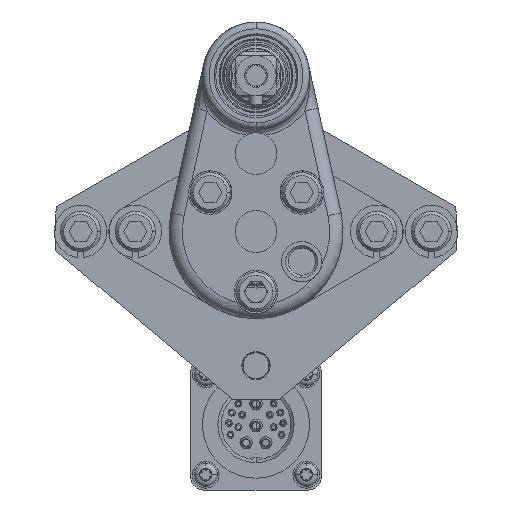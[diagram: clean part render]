
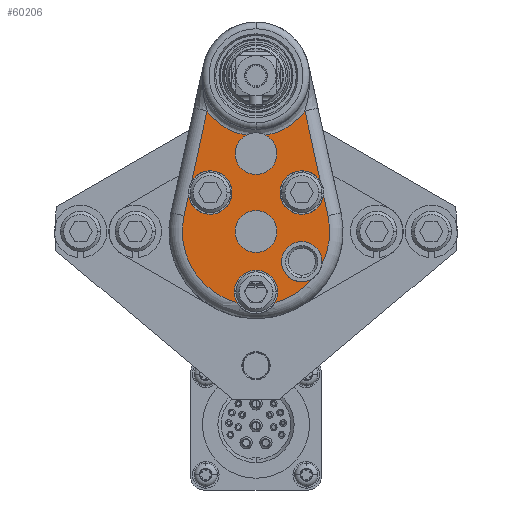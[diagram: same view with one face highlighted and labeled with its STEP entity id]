
A CAD part, left-side view. The second image highlights one B-rep face of the part: STEP entity #60206.
In plain terms, the highlighted planar face has unit normal (-1, 0, 0).
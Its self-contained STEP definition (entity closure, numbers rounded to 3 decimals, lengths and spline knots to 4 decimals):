
#59068=CARTESIAN_POINT('',(-11.185,0.005,0.));
#59069=DIRECTION('',(1.,0.,0.));
#59070=DIRECTION('',(0.,-1.,0.));
#59071=AXIS2_PLACEMENT_3D('',#59068,#59069,#59070);
#59073=CARTESIAN_POINT('',(-11.185,0.005,0.));
#59074=DIRECTION('',(1.,0.,0.));
#59075=DIRECTION('',(0.,1.,0.));
#59076=AXIS2_PLACEMENT_3D('',#59073,#59074,#59075);
#59078=CARTESIAN_POINT('',(-11.185,-0.422,-0.281));
#59079=DIRECTION('',(-1.,0.,0.));
#59080=DIRECTION('',(0.,1.,0.));
#59081=AXIS2_PLACEMENT_3D('',#59078,#59079,#59080);
#59083=CARTESIAN_POINT('',(-11.185,0.005,-0.564));
#59084=DIRECTION('',(-1.,0.,0.));
#59085=DIRECTION('',(0.,-0.871,-0.492));
#59086=AXIS2_PLACEMENT_3D('',#59083,#59084,#59085);
#59088=CARTESIAN_POINT('',(-11.185,0.005,-0.564));
#59089=DIRECTION('',(-1.,0.,0.));
#59090=DIRECTION('',(0.,-1.,0.));
#59091=AXIS2_PLACEMENT_3D('',#59088,#59089,#59090);
#59093=CARTESIAN_POINT('',(-11.185,0.005,-0.564));
#59094=DIRECTION('',(-1.,0.,0.));
#59095=DIRECTION('',(0.,1.,0.));
#59096=AXIS2_PLACEMENT_3D('',#59093,#59094,#59095);
#59098=CARTESIAN_POINT('',(-11.185,0.432,0.363));
#59099=DIRECTION('',(-1.,0.,0.));
#59100=DIRECTION('',(0.,0.993,-0.114));
#59101=AXIS2_PLACEMENT_3D('',#59098,#59099,#59100);
#59103=CARTESIAN_POINT('',(-11.185,0.432,0.363));
#59104=DIRECTION('',(-1.,0.,0.));
#59105=DIRECTION('',(0.,-1.,0.));
#59106=AXIS2_PLACEMENT_3D('',#59103,#59104,#59105);
#59108=CARTESIAN_POINT('',(-11.185,0.005,0.726));
#59109=DIRECTION('',(1.,0.,0.));
#59110=DIRECTION('',(0.,1.,0.));
#59111=AXIS2_PLACEMENT_3D('',#59108,#59109,#59110);
#59113=CARTESIAN_POINT('',(-11.185,0.005,0.726));
#59114=DIRECTION('',(1.,0.,0.));
#59115=DIRECTION('',(0.,-1.,0.));
#59116=AXIS2_PLACEMENT_3D('',#59113,#59114,#59115);
#59118=CARTESIAN_POINT('',(-11.185,0.005,0.726));
#59119=DIRECTION('',(1.,0.,0.));
#59120=DIRECTION('',(0.,-0.474,0.88));
#59121=AXIS2_PLACEMENT_3D('',#59118,#59119,#59120);
#59123=CARTESIAN_POINT('',(-11.185,-0.422,0.363));
#59124=DIRECTION('',(-1.,0.,0.));
#59125=DIRECTION('',(0.,-0.854,0.521));
#59126=AXIS2_PLACEMENT_3D('',#59123,#59124,#59125);
#59128=CARTESIAN_POINT('',(-11.185,-0.422,0.363));
#59129=DIRECTION('',(-1.,0.,0.));
#59130=DIRECTION('',(0.,1.,0.));
#59131=AXIS2_PLACEMENT_3D('',#59128,#59129,#59130);
#59133=CARTESIAN_POINT('',(-11.185,-0.422,-0.281));
#59134=DIRECTION('',(-1.,0.,0.));
#59135=DIRECTION('',(0.,-0.986,-0.168));
#59136=AXIS2_PLACEMENT_3D('',#59133,#59134,#59135);
#59138=CARTESIAN_POINT('',(-11.185,-0.422,-0.281));
#59139=DIRECTION('',(-1.,0.,0.));
#59140=DIRECTION('',(0.,-1.,0.));
#59141=AXIS2_PLACEMENT_3D('',#59138,#59139,#59140);
#59241=CARTESIAN_POINT('',(-11.185,0.005,1.452));
#59242=DIRECTION('',(1.,0.,0.));
#59243=DIRECTION('',(0.,0.165,-0.986));
#59244=AXIS2_PLACEMENT_3D('',#59241,#59242,#59243);
#59256=CARTESIAN_POINT('',(-11.185,0.005,1.452));
#59257=DIRECTION('',(1.,0.,0.));
#59258=DIRECTION('',(0.,-0.812,-0.584));
#59259=AXIS2_PLACEMENT_3D('',#59256,#59257,#59258);
#59678=CARTESIAN_POINT('',(-11.185,-0.4512,
1.1238));
#59706=DIRECTION('',(0.,0.215,0.977));
#59707=VECTOR('',#59706,0.6707);
#59708=CARTESIAN_POINT('',(-11.185,-0.5953,0.4687));
#59709=LINE('',#59708,#59707);
#59719=DIRECTION('',(0.,0.215,0.977));
#59720=VECTOR('',#59719,0.1968);
#59721=CARTESIAN_POINT('',(-11.185,-0.666,0.1476));
#59722=LINE('',#59721,#59720);
#59734=CARTESIAN_POINT('',(-11.185,0.005,0.));
#59735=DIRECTION('',(-1.,0.,0.));
#59736=DIRECTION('',(0.,-0.891,-0.455));
#59737=AXIS2_PLACEMENT_3D('',#59734,#59735,#59736);
#59749=CARTESIAN_POINT('',(-11.185,0.005,0.));
#59750=DIRECTION('',(-1.,0.,0.));
#59751=DIRECTION('',(0.,0.977,0.215));
#59752=AXIS2_PLACEMENT_3D('',#59749,#59750,#59751);
#59772=CARTESIAN_POINT('',(-11.185,0.005,0.));
#59773=DIRECTION('',(-1.,0.,0.));
#59774=DIRECTION('',(0.,-0.257,-0.966));
#59775=AXIS2_PLACEMENT_3D('',#59772,#59773,#59774);
#59783=DIRECTION('',(0.,0.215,-0.977));
#59784=VECTOR('',#59783,0.1968);
#59785=CARTESIAN_POINT('',(-11.185,0.6337,0.3398));
#59786=LINE('',#59785,#59784);
#59796=DIRECTION('',(0.,0.215,-0.977));
#59797=VECTOR('',#59796,0.6707);
#59798=CARTESIAN_POINT('',(-11.185,0.4612,
1.1238));
#59799=LINE('',#59798,#59797);
#59817=CARTESIAN_POINT('',(-11.185,0.4612,
1.1238));
#59994=CARTESIAN_POINT('',(-11.185,-0.19,0.));
#59995=CARTESIAN_POINT('',(-11.185,0.2,0.));
#59996=VERTEX_POINT('',#59994);
#59997=VERTEX_POINT('',#59995);
#59998=CARTESIAN_POINT('',(-11.185,-0.19,0.726));
#59999=CARTESIAN_POINT('',(-11.185,0.2,0.726));
#60000=VERTEX_POINT('',#59998);
#60001=VERTEX_POINT('',#59999);
#60002=CARTESIAN_POINT('',(-11.185,0.0975,0.8977));
#60003=VERTEX_POINT('',#60002);
#60004=CARTESIAN_POINT('',(-11.185,-0.0875,0.8977));
#60005=VERTEX_POINT('',#60004);
#60046=CARTESIAN_POINT('',(-11.185,0.208,-0.564));
#60047=CARTESIAN_POINT('',(-11.185,0.1817,-0.6639));
#60048=VERTEX_POINT('',#60046);
#60049=VERTEX_POINT('',#60047);
#60050=CARTESIAN_POINT('',(-11.185,-0.1717,-0.6639));
#60051=CARTESIAN_POINT('',(-11.185,-0.198,-0.564));
#60052=VERTEX_POINT('',#60050);
#60053=VERTEX_POINT('',#60051);
#60054=CARTESIAN_POINT('',(-11.185,0.6337,0.3398));
#60055=CARTESIAN_POINT('',(-11.185,0.229,0.363));
#60056=VERTEX_POINT('',#60054);
#60057=VERTEX_POINT('',#60055);
#60058=CARTESIAN_POINT('',(-11.185,0.6053,0.4687));
#60059=VERTEX_POINT('',#60058);
#60060=CARTESIAN_POINT('',(-11.185,-0.219,0.363));
#60061=CARTESIAN_POINT('',(-11.185,-0.6237,0.3398));
#60062=VERTEX_POINT('',#60060);
#60063=VERTEX_POINT('',#60061);
#60064=CARTESIAN_POINT('',(-11.185,-0.5953,0.4687));
#60065=VERTEX_POINT('',#60064);
#60078=CARTESIAN_POINT('',(-11.185,-0.2345,-0.281));
#60079=CARTESIAN_POINT('',(-11.185,-0.524,-0.4383));
#60080=VERTEX_POINT('',#60078);
#60081=VERTEX_POINT('',#60079);
#60082=CARTESIAN_POINT('',(-11.185,-0.6068,-0.3124));
#60083=CARTESIAN_POINT('',(-11.185,-0.6095,-0.281));
#60084=VERTEX_POINT('',#60082);
#60085=VERTEX_POINT('',#60083);
#60088=VERTEX_POINT('',#59678);
#60096=VERTEX_POINT('',#59817);
#60097=CARTESIAN_POINT('',(-11.185,-0.666,0.1476));
#60098=VERTEX_POINT('',#60097);
#60099=CARTESIAN_POINT('',(-11.185,0.676,0.1476));
#60100=VERTEX_POINT('',#60099);
#60149=CARTESIAN_POINT('',(-11.185,0.005,0.726));
#60150=DIRECTION('',(1.,0.,0.));
#60151=DIRECTION('',(0.,-1.,0.));
#60152=AXIS2_PLACEMENT_3D('',#60149,#60150,#60151);
#60153=PLANE('',#60152);
#60155=ORIENTED_EDGE('',*,*,#60154,.T.);
#60157=ORIENTED_EDGE('',*,*,#60156,.F.);
#60159=ORIENTED_EDGE('',*,*,#60158,.T.);
#60161=ORIENTED_EDGE('',*,*,#60160,.T.);
#60163=ORIENTED_EDGE('',*,*,#60162,.T.);
#60165=ORIENTED_EDGE('',*,*,#60164,.F.);
#60167=ORIENTED_EDGE('',*,*,#60166,.F.);
#60169=ORIENTED_EDGE('',*,*,#60168,.T.);
#60171=ORIENTED_EDGE('',*,*,#60170,.T.);
#60173=ORIENTED_EDGE('',*,*,#60172,.F.);
#60175=ORIENTED_EDGE('',*,*,#60174,.F.);
#60177=ORIENTED_EDGE('',*,*,#60176,.F.);
#60179=ORIENTED_EDGE('',*,*,#60178,.F.);
#60181=ORIENTED_EDGE('',*,*,#60180,.F.);
#60183=ORIENTED_EDGE('',*,*,#60182,.F.);
#60185=ORIENTED_EDGE('',*,*,#60184,.F.);
#60187=ORIENTED_EDGE('',*,*,#60186,.T.);
#60189=ORIENTED_EDGE('',*,*,#60188,.T.);
#60191=ORIENTED_EDGE('',*,*,#60190,.F.);
#60193=ORIENTED_EDGE('',*,*,#60192,.F.);
#60195=ORIENTED_EDGE('',*,*,#60194,.T.);
#60197=ORIENTED_EDGE('',*,*,#60196,.T.);
#60198=EDGE_LOOP('',(#60155,#60157,#60159,#60161,#60163,#60165,#60167,#60169,
#60171,#60173,#60175,#60177,#60179,#60181,#60183,#60185,#60187,#60189,#60191,
#60193,#60195,#60197));
#60199=FACE_OUTER_BOUND('',#60198,.F.);
#60201=ORIENTED_EDGE('',*,*,#60200,.F.);
#60203=ORIENTED_EDGE('',*,*,#60202,.F.);
#60204=EDGE_LOOP('',(#60201,#60203));
#60205=FACE_BOUND('',#60204,.F.);
#60206=ADVANCED_FACE('',(#60199,#60205),#60153,.F.);
#59072=CIRCLE('',#59071,0.195);
#59077=CIRCLE('',#59076,0.195);
#59082=CIRCLE('',#59081,0.1875);
#59087=CIRCLE('',#59086,0.203);
#59092=CIRCLE('',#59091,0.203);
#59097=CIRCLE('',#59096,0.203);
#59102=CIRCLE('',#59101,0.203);
#59107=CIRCLE('',#59106,0.203);
#59112=CIRCLE('',#59111,0.195);
#59117=CIRCLE('',#59116,0.195);
#59122=CIRCLE('',#59121,0.195);
#59127=CIRCLE('',#59126,0.203);
#59132=CIRCLE('',#59131,0.203);
#59137=CIRCLE('',#59136,0.1875);
#59142=CIRCLE('',#59141,0.1875);
#59245=CIRCLE('',#59244,0.562);
#59260=CIRCLE('',#59259,0.562);
#59738=CIRCLE('',#59737,0.687);
#59753=CIRCLE('',#59752,0.687);
#59776=CIRCLE('',#59775,0.687);
#60154=EDGE_CURVE('',#60080,#60081,#59082,.T.);
#60156=EDGE_CURVE('',#60052,#60081,#59776,.T.);
#60158=EDGE_CURVE('',#60052,#60053,#59087,.T.);
#60160=EDGE_CURVE('',#60053,#60048,#59092,.T.);
#60162=EDGE_CURVE('',#60048,#60049,#59097,.T.);
#60164=EDGE_CURVE('',#60100,#60049,#59753,.T.);
#60166=EDGE_CURVE('',#60056,#60100,#59786,.T.);
#60168=EDGE_CURVE('',#60056,#60057,#59102,.T.);
#60170=EDGE_CURVE('',#60057,#60059,#59107,.T.);
#60172=EDGE_CURVE('',#60096,#60059,#59799,.T.);
#60174=EDGE_CURVE('',#60003,#60096,#59245,.T.);
#60176=EDGE_CURVE('',#60001,#60003,#59112,.T.);
#60178=EDGE_CURVE('',#60000,#60001,#59117,.T.);
#60180=EDGE_CURVE('',#60005,#60000,#59122,.T.);
#60182=EDGE_CURVE('',#60088,#60005,#59260,.T.);
#60184=EDGE_CURVE('',#60065,#60088,#59709,.T.);
#60186=EDGE_CURVE('',#60065,#60062,#59127,.T.);
#60188=EDGE_CURVE('',#60062,#60063,#59132,.T.);
#60190=EDGE_CURVE('',#60098,#60063,#59722,.T.);
#60192=EDGE_CURVE('',#60084,#60098,#59738,.T.);
#60194=EDGE_CURVE('',#60084,#60085,#59137,.T.);
#60196=EDGE_CURVE('',#60085,#60080,#59142,.T.);
#60200=EDGE_CURVE('',#59996,#59997,#59072,.T.);
#60202=EDGE_CURVE('',#59997,#59996,#59077,.T.);
